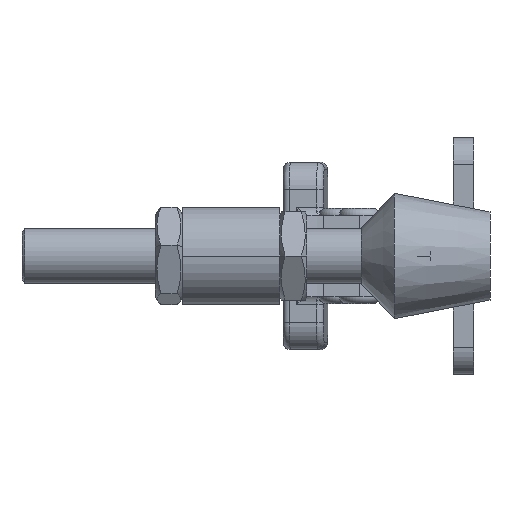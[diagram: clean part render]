
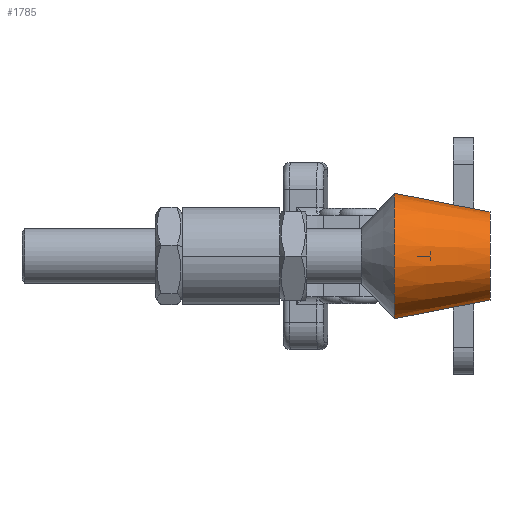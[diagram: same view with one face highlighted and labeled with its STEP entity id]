
A CAD part, left-side view. The second image highlights one B-rep face of the part: STEP entity #1785.
In plain terms, the highlighted conical face has half-angle 11 degrees and reference radius 6.5 mm.
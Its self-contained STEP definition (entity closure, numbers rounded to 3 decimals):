
#1699 = VERTEX_POINT ( 'NONE', #19449 ) ;
#1785 = ADVANCED_FACE ( 'NONE', ( #11441 ), #11449, .T. ) ;
#1933 = EDGE_CURVE ( 'NONE', #16449, #1699, #20324, .T. ) ;
#1962 = EDGE_CURVE ( 'NONE', #10439, #16449, #20365, .T. ) ;
#2742 = LINE ( 'NONE', #10125, #2745 ) ;
#2745 = VECTOR ( 'NONE', #10127, 1000. ) ;
#2815 = CIRCLE ( 'NONE', #18232, 9.243 ) ;
#3905 = CARTESIAN_POINT ( 'NONE',  ( 0., 14.111, 0. ) ) ;
#3906 = DIRECTION ( 'NONE',  ( 0., -1., 0. ) ) ;
#3907 = DIRECTION ( 'NONE',  ( 0., 0., -1. ) ) ;
#4110 = CARTESIAN_POINT ( 'NONE',  ( 0., 14.111, 9.243 ) ) ;
#4426 = CARTESIAN_POINT ( 'NONE',  ( 0., 0., -6.5 ) ) ;
#10125 = CARTESIAN_POINT ( 'NONE',  ( 0., 0., 6.5 ) ) ;
#10127 = DIRECTION ( 'NONE',  ( 0., 0.982, 0.191 ) ) ;
#10439 = VERTEX_POINT ( 'NONE', #24572 ) ;
#11441 = FACE_OUTER_BOUND ( 'NONE', #13417, .T. ) ;
#11449 = CONICAL_SURFACE ( 'NONE', #14234, 6.5, 0.192 ) ;
#11525 = CARTESIAN_POINT ( 'NONE',  ( 0., 0., -6.5 ) ) ;
#11534 = DIRECTION ( 'NONE',  ( 0., 0.982, -0.191 ) ) ;
#13417 = EDGE_LOOP ( 'NONE', ( #13951, #13950, #13949, #13948 ) ) ;
#13948 = ORIENTED_EDGE ( 'NONE', *, *, #15119, .T. ) ;
#13949 = ORIENTED_EDGE ( 'NONE', *, *, #15064, .T. ) ;
#13950 = ORIENTED_EDGE ( 'NONE', *, *, #1962, .F. ) ;
#13951 = ORIENTED_EDGE ( 'NONE', *, *, #1933, .F. ) ;
#14234 = AXIS2_PLACEMENT_3D ( 'NONE', #19675, #19664, #19634 ) ;
#14347 = AXIS2_PLACEMENT_3D ( 'NONE', #29378, #29374, #29377 ) ;
#15064 = EDGE_CURVE ( 'NONE', #10439, #15187, #2742, .T. ) ;
#15119 = EDGE_CURVE ( 'NONE', #15187, #1699, #2815, .T. ) ;
#15187 = VERTEX_POINT ( 'NONE', #4110 ) ;
#16449 = VERTEX_POINT ( 'NONE', #4426 ) ;
#18232 = AXIS2_PLACEMENT_3D ( 'NONE', #3905, #3906, #3907 ) ;
#19449 = CARTESIAN_POINT ( 'NONE',  ( 0., 14.111, -9.243 ) ) ;
#19634 = DIRECTION ( 'NONE',  ( 0., 0., 1. ) ) ;
#19664 = DIRECTION ( 'NONE',  ( 0., 1., 0. ) ) ;
#19675 = CARTESIAN_POINT ( 'NONE',  ( 0., 0., 0. ) ) ;
#20324 = LINE ( 'NONE', #11525, #20327 ) ;
#20327 = VECTOR ( 'NONE', #11534, 1000. ) ;
#20365 = CIRCLE ( 'NONE', #14347, 6.5 ) ;
#24572 = CARTESIAN_POINT ( 'NONE',  ( 0., 0., 6.5 ) ) ;
#29374 = DIRECTION ( 'NONE',  ( 0., -1., 0. ) ) ;
#29377 = DIRECTION ( 'NONE',  ( 0., 0., -1. ) ) ;
#29378 = CARTESIAN_POINT ( 'NONE',  ( 0., 0., 0. ) ) ;
